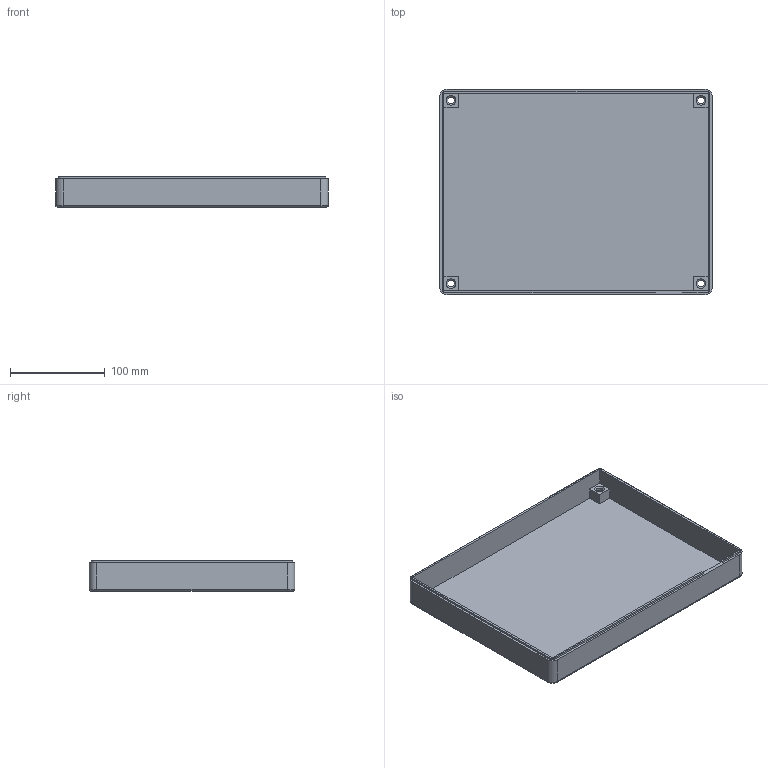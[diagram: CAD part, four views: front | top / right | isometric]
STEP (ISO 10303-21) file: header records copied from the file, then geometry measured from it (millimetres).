
FILE_DESCRIPTION(('HOOPS Exchange Step'),'2;1');
FILE_NAME('stickwichbottom.stp','2024-04-22T12:14:15-05:00',('ryan'),('Unknown organisation'),'HOOPS Exchange 2023.1','HOOPS Exchange','Unknown authorisation');
FILE_SCHEMA( ('AP203_CONFIGURATION_CONTROLLED_3D_DESIGN_OF_MECHANICAL_PARTS_AND_ASSEMBLIES_MIM_LF') );
Length unit declared in the file: millimetre
Products named in the file (1): Solid 3351
Bounding box: 288.35 x 217.8 x 31.8 mm (x, y, z)
Volume: 257951.7 mm3; surface area: 186665.6 mm2
Topology: 1 solids, 1 shells, 83 faces, 216 edges, 140 vertices
Faces by surface type: plane 59, cylinder 16, torus 4, cone 4
Full cylindrical faces by diameter (mm): 6.959 x1, 7.241 x3
Entity records: 2547 total; most frequent: CARTESIAN_POINT 440, ORIENTED_EDGE 432, DIRECTION 424, EDGE_CURVE 216, VECTOR 176, LINE 176, VERTEX_POINT 140, AXIS2_PLACEMENT_3D 124
